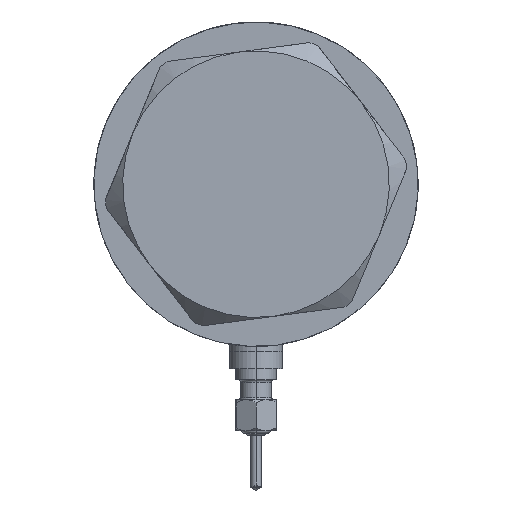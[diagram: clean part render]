
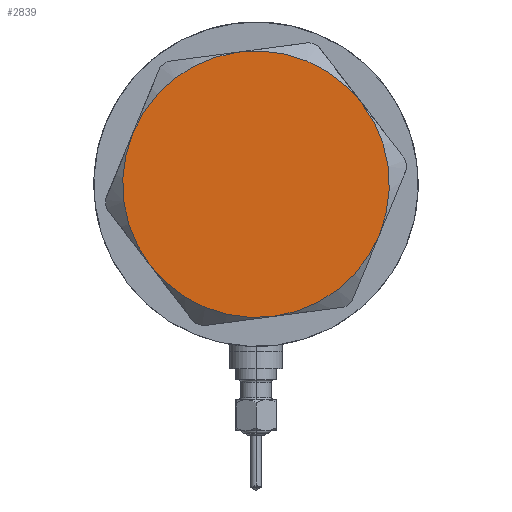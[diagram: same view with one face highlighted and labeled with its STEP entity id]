
A CAD part, left-side view. The second image highlights one B-rep face of the part: STEP entity #2839.
In plain terms, the highlighted face is planar.
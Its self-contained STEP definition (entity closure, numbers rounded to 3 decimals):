
#69 = DIRECTION ( 'NONE',  ( 1., 0., 0. ) ) ;
#123 = ORIENTED_EDGE ( 'NONE', *, *, #5413, .T. ) ;
#140 = AXIS2_PLACEMENT_3D ( 'NONE', #6270, #5243, #3842 ) ;
#154 = DIRECTION ( 'NONE',  ( 0., 0., 1. ) ) ;
#228 = EDGE_CURVE ( 'NONE', #3833, #6126, #3476, .T. ) ;
#563 = EDGE_LOOP ( 'NONE', ( #2549, #5399, #123, #3213, #1423, #1396 ) ) ;
#578 = DIRECTION ( 'NONE',  ( 0., 0., 1. ) ) ;
#758 = CIRCLE ( 'NONE', #6291, 30. ) ;
#806 = EDGE_CURVE ( 'NONE', #6126, #5880, #758, .T. ) ;
#960 = VERTEX_POINT ( 'NONE', #3752 ) ;
#1067 = VERTEX_POINT ( 'NONE', #3424 ) ;
#1124 = CARTESIAN_POINT ( 'NONE',  ( 0., 0., 14.5 ) ) ;
#1262 = CIRCLE ( 'NONE', #4926, 30. ) ;
#1351 = CARTESIAN_POINT ( 'NONE',  ( 15., -25.981, 14.5 ) ) ;
#1396 = ORIENTED_EDGE ( 'NONE', *, *, #4315, .T. ) ;
#1423 = ORIENTED_EDGE ( 'NONE', *, *, #5255, .T. ) ;
#1453 = EDGE_CURVE ( 'NONE', #1067, #2414, #1262, .T. ) ;
#1511 = CARTESIAN_POINT ( 'NONE',  ( 0., 0., 14.5 ) ) ;
#1922 = CARTESIAN_POINT ( 'NONE',  ( -30., 0., 14.5 ) ) ;
#2148 = AXIS2_PLACEMENT_3D ( 'NONE', #1124, #578, #3521 ) ;
#2162 = DIRECTION ( 'NONE',  ( 1., 0., 0. ) ) ;
#2363 = DIRECTION ( 'NONE',  ( 0., 0., 1. ) ) ;
#2414 = VERTEX_POINT ( 'NONE', #1922 ) ;
#2539 = AXIS2_PLACEMENT_3D ( 'NONE', #4045, #4564, #69 ) ;
#2549 = ORIENTED_EDGE ( 'NONE', *, *, #228, .T. ) ;
#2634 = AXIS2_PLACEMENT_3D ( 'NONE', #3780, #4735, #6275 ) ;
#2839 = ADVANCED_FACE ( 'NONE', ( #3058 ), #5055, .T. ) ;
#2897 = DIRECTION ( 'NONE',  ( 1., 0., 0. ) ) ;
#2989 = DIRECTION ( 'NONE',  ( 1., 0., 0. ) ) ;
#3058 = FACE_OUTER_BOUND ( 'NONE', #563, .T. ) ;
#3198 = AXIS2_PLACEMENT_3D ( 'NONE', #4650, #154, #2162 ) ;
#3213 = ORIENTED_EDGE ( 'NONE', *, *, #1453, .T. ) ;
#3222 = CARTESIAN_POINT ( 'NONE',  ( 30., 0., 14.5 ) ) ;
#3424 = CARTESIAN_POINT ( 'NONE',  ( -15., 25.981, 14.5 ) ) ;
#3476 = CIRCLE ( 'NONE', #2634, 30. ) ;
#3521 = DIRECTION ( 'NONE',  ( 1., 0., 0. ) ) ;
#3752 = CARTESIAN_POINT ( 'NONE',  ( -15., -25.981, 14.5 ) ) ;
#3780 = CARTESIAN_POINT ( 'NONE',  ( 0., 0., 14.5 ) ) ;
#3833 = VERTEX_POINT ( 'NONE', #1351 ) ;
#3842 = DIRECTION ( 'NONE',  ( 1., 0., 0. ) ) ;
#3923 = CIRCLE ( 'NONE', #2148, 30. ) ;
#3975 = CARTESIAN_POINT ( 'NONE',  ( 15., 25.981, 14.5 ) ) ;
#4045 = CARTESIAN_POINT ( 'NONE',  ( 0., 0., 14.5 ) ) ;
#4315 = EDGE_CURVE ( 'NONE', #960, #3833, #4753, .T. ) ;
#4385 = CARTESIAN_POINT ( 'NONE',  ( 0., 0., 14.5 ) ) ;
#4417 = DIRECTION ( 'NONE',  ( 0., 0., 1. ) ) ;
#4564 = DIRECTION ( 'NONE',  ( 0., 0., 1. ) ) ;
#4650 = CARTESIAN_POINT ( 'NONE',  ( 0., 0., 14.5 ) ) ;
#4735 = DIRECTION ( 'NONE',  ( 0., 0., 1. ) ) ;
#4753 = CIRCLE ( 'NONE', #140, 30. ) ;
#4926 = AXIS2_PLACEMENT_3D ( 'NONE', #4385, #2363, #2897 ) ;
#5055 = PLANE ( 'NONE',  #2539 ) ;
#5243 = DIRECTION ( 'NONE',  ( 0., 0., 1. ) ) ;
#5255 = EDGE_CURVE ( 'NONE', #2414, #960, #6123, .T. ) ;
#5399 = ORIENTED_EDGE ( 'NONE', *, *, #806, .T. ) ;
#5413 = EDGE_CURVE ( 'NONE', #5880, #1067, #3923, .T. ) ;
#5880 = VERTEX_POINT ( 'NONE', #3975 ) ;
#6123 = CIRCLE ( 'NONE', #3198, 30. ) ;
#6126 = VERTEX_POINT ( 'NONE', #3222 ) ;
#6270 = CARTESIAN_POINT ( 'NONE',  ( 0., 0., 14.5 ) ) ;
#6275 = DIRECTION ( 'NONE',  ( 1., 0., 0. ) ) ;
#6291 = AXIS2_PLACEMENT_3D ( 'NONE', #1511, #4417, #2989 ) ;
